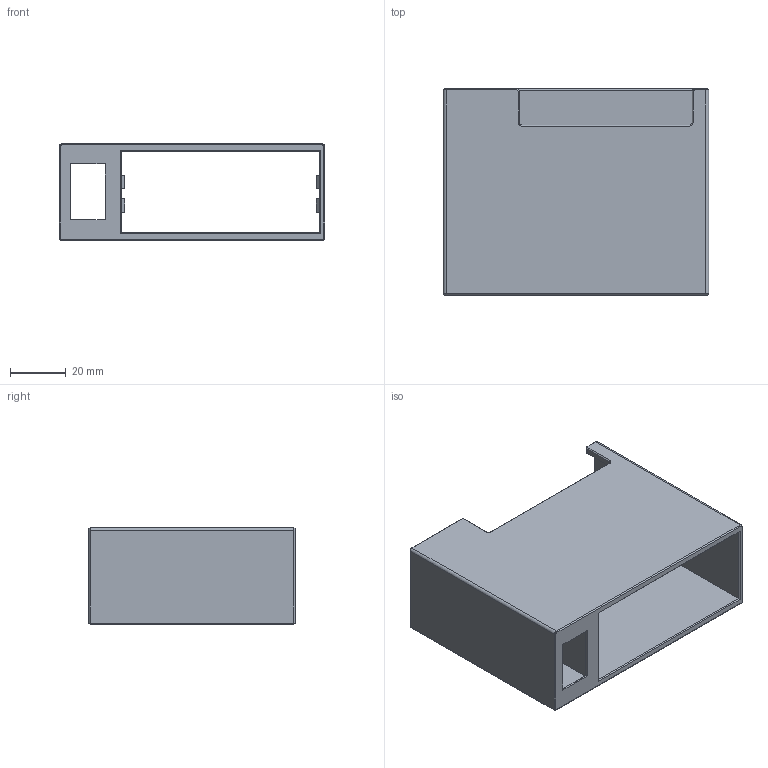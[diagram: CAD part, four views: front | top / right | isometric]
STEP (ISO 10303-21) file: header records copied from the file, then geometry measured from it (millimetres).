
FILE_DESCRIPTION(/* description */ (''),/* implementation_level */ '2;1');
FILE_NAME(/* name */ 'PTC_case v5.step',/* time_stamp */ '2023-12-24T13:49:41+09:00',/* author */ (''),/* organization */ (''),/* preprocessor_version */ 'ST-DEVELOPER v20',/* originating_system */ 'Autodesk Translation Framework v12.14.0.127',/* authorisation */ '');
FILE_SCHEMA (('AUTOMOTIVE_DESIGN { 1 0 10303 214 3 1 1 }'));
Length unit declared in the file: millimetre
Products named in the file (1): PTC_case
Bounding box: 95.3 x 74 x 34.6 mm (x, y, z)
Volume: 48315.7 mm3; surface area: 40916.7 mm2
Topology: 1 solids, 1 shells, 111 faces, 286 edges, 180 vertices
Faces by surface type: plane 93, cone 12, cylinder 6
Entity records: 3329 total; most frequent: CARTESIAN_POINT 578, ORIENTED_EDGE 572, DIRECTION 534, EDGE_CURVE 286, LINE 262, VECTOR 262, VERTEX_POINT 180, AXIS2_PLACEMENT_3D 136
